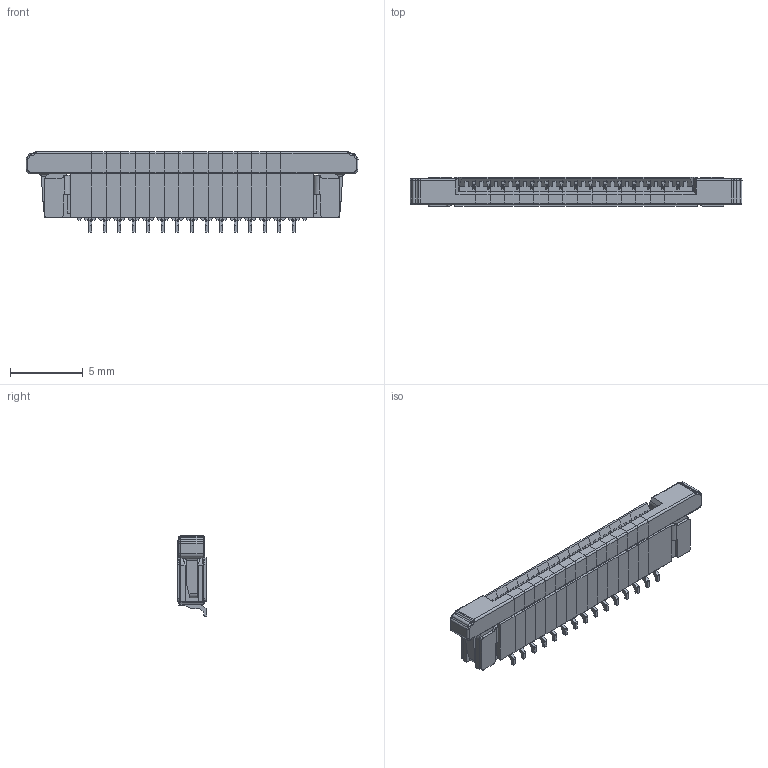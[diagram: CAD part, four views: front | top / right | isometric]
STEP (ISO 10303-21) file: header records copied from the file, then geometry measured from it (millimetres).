
FILE_DESCRIPTION (( 'STEP AP214' ), '1' );
FILE_NAME ('reoriented-F52Q-1A7H1-11015.STEP', '2023-08-31T18:52:04', ( '' ), ( '' ), 'SwSTEP 2.0', 'SolidWorks 2021', '' );
FILE_SCHEMA (( 'AUTOMOTIVE_DESIGN' ));
Length unit declared in the file: millimetre
Products named in the file (5): F52Q_M.STEP; F52Q_L.STEP; F52Q_R.STEP; F52Q-1A7H1-11015.STEP; reoriented-F52Q-1A7H1-11015
Assembly tree (16 placements, depth 3):
  reoriented-F52Q-1A7H1-11015
    F52Q-1A7H1-11015.STEP
      F52Q_L.STEP
      F52Q_M.STEP  x13
      F52Q_R.STEP
Bounding box: 22.8 x 2.05 x 5.5 mm (x, y, z)
Volume: 144.4 mm3; surface area: 872.5 mm2
Topology: 15 solids, 15 shells, 2503 faces, 7219 edges, 4750 vertices
Faces by surface type: plane 1909, cylinder 562, torus 16, bspline 16
Entity records: 26078 total; most frequent: CARTESIAN_POINT 5611, ORIENTED_EDGE 4422, DIRECTION 4015, EDGE_CURVE 2211, LINE 1669, VECTOR 1669, VERTEX_POINT 1438, AXIS2_PLACEMENT_3D 1173
